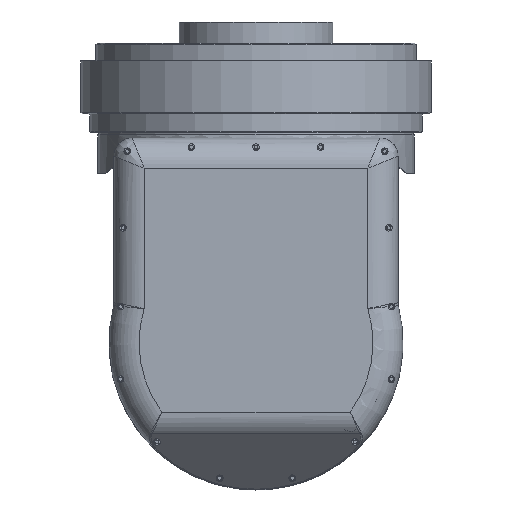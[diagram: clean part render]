
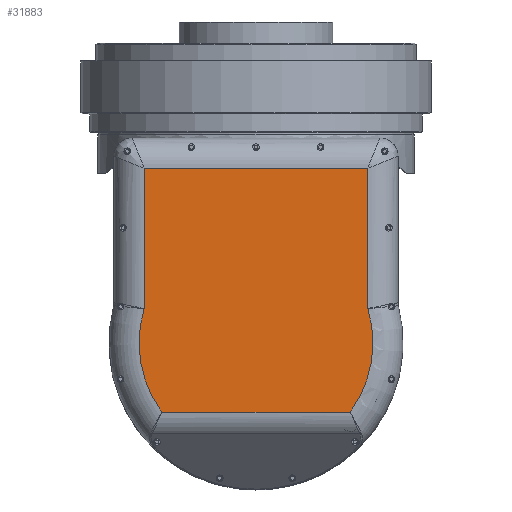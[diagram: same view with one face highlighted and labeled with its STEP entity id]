
A CAD part, front view. The second image highlights one B-rep face of the part: STEP entity #31883.
In plain terms, the highlighted planar face has unit normal (0, -1, 0).
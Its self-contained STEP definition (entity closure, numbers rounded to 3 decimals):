
#23380 = CYLINDRICAL_SURFACE('',#23381,50.);
#23381 = AXIS2_PLACEMENT_3D('',#23382,#23383,#23384);
#23382 = CARTESIAN_POINT('',(0.,-361.5,649.));
#23383 = DIRECTION('',(1.,0.,0.));
#23384 = DIRECTION('',(0.,0.,-1.));
#23796 = TOROIDAL_SURFACE('',#23797,193.5,50.);
#23797 = AXIS2_PLACEMENT_3D('',#23798,#23799,#23800);
#23798 = CARTESIAN_POINT('',(0.,-361.5,360.));
#23799 = DIRECTION('',(0.,-1.,0.));
#23800 = DIRECTION('',(0.,0.,-1.));
#23925 = TOROIDAL_SURFACE('',#23926,193.5,50.);
#23926 = AXIS2_PLACEMENT_3D('',#23927,#23928,#23929);
#23927 = CARTESIAN_POINT('',(0.,-361.5,360.));
#23928 = DIRECTION('',(0.,-1.,0.));
#23929 = DIRECTION('',(0.,0.,-1.));
#24081 = CYLINDRICAL_SURFACE('',#24082,50.);
#24082 = AXIS2_PLACEMENT_3D('',#24083,#24084,#24085);
#24083 = CARTESIAN_POINT('',(185.,-361.5,360.));
#24084 = DIRECTION('',(0.,0.,-1.));
#24085 = DIRECTION('',(-1.,0.,0.));
#24119 = CYLINDRICAL_SURFACE('',#24120,50.);
#24120 = AXIS2_PLACEMENT_3D('',#24121,#24122,#24123);
#24121 = CARTESIAN_POINT('',(-185.,-361.5,360.));
#24122 = DIRECTION('',(0.,0.,1.));
#24123 = DIRECTION('',(1.,0.,0.));
#24663 = CYLINDRICAL_SURFACE('',#24664,50.);
#24664 = AXIS2_PLACEMENT_3D('',#24665,#24666,#24667);
#24665 = CARTESIAN_POINT('',(772.104,-361.5,245.479));
#24666 = DIRECTION('',(1.,0.,0.));
#24667 = DIRECTION('',(0.,0.,-1.));
#24688 = VERTEX_POINT('',#24689);
#24689 = CARTESIAN_POINT('',(155.972,-411.5,245.479));
#24786 = EDGE_CURVE('',#24787,#24688,#24789,.T.);
#24787 = VERTEX_POINT('',#24788);
#24788 = CARTESIAN_POINT('',(-155.972,-411.5,245.479));
#24789 = SURFACE_CURVE('',#24790,(#24794,#24801),.PCURVE_S1.);
#24790 = LINE('',#24791,#24792);
#24791 = CARTESIAN_POINT('',(202.152,-411.5,245.479));
#24792 = VECTOR('',#24793,1.);
#24793 = DIRECTION('',(1.,0.,0.));
#24794 = PCURVE('',#24663,#24795);
#24795 = DEFINITIONAL_REPRESENTATION('',(#24796),#24800);
#24796 = LINE('',#24797,#24798);
#24797 = CARTESIAN_POINT('',(4.712,-569.951));
#24798 = VECTOR('',#24799,1.);
#24799 = DIRECTION('',(0.,1.));
#24800 = ( GEOMETRIC_REPRESENTATION_CONTEXT(2) 
PARAMETRIC_REPRESENTATION_CONTEXT() REPRESENTATION_CONTEXT('2D SPACE',''
  ) );
#24801 = PCURVE('',#24802,#24807);
#24802 = PLANE('',#24803);
#24803 = AXIS2_PLACEMENT_3D('',#24804,#24805,#24806);
#24804 = CARTESIAN_POINT('',(0.,-411.5,360.));
#24805 = DIRECTION('',(0.,-1.,0.));
#24806 = DIRECTION('',(0.,0.,-1.));
#24807 = DEFINITIONAL_REPRESENTATION('',(#24808),#24812);
#24808 = LINE('',#24809,#24810);
#24809 = CARTESIAN_POINT('',(114.521,202.152));
#24810 = VECTOR('',#24811,1.);
#24811 = DIRECTION('',(0.,1.));
#24812 = ( GEOMETRIC_REPRESENTATION_CONTEXT(2) 
PARAMETRIC_REPRESENTATION_CONTEXT() REPRESENTATION_CONTEXT('2D SPACE',''
  ) );
#29197 = VERTEX_POINT('',#29198);
#29198 = CARTESIAN_POINT('',(185.,-411.5,416.721));
#31883 = ADVANCED_FACE('',(#31884),#24802,.T.);
#31884 = FACE_BOUND('',#31885,.T.);
#31885 = EDGE_LOOP('',(#31886,#31908,#31931,#31954,#31977,#31999));
#31886 = ORIENTED_EDGE('',*,*,#31887,.T.);
#31887 = EDGE_CURVE('',#24688,#29197,#31888,.T.);
#31888 = SURFACE_CURVE('',#31889,(#31894,#31901),.PCURVE_S1.);
#31889 = CIRCLE('',#31890,193.5);
#31890 = AXIS2_PLACEMENT_3D('',#31891,#31892,#31893);
#31891 = CARTESIAN_POINT('',(0.,-411.5,360.));
#31892 = DIRECTION('',(0.,-1.,0.));
#31893 = DIRECTION('',(0.,0.,-1.));
#31894 = PCURVE('',#24802,#31895);
#31895 = DEFINITIONAL_REPRESENTATION('',(#31896),#31900);
#31896 = CIRCLE('',#31897,193.5);
#31897 = AXIS2_PLACEMENT_2D('',#31898,#31899);
#31898 = CARTESIAN_POINT('',(0.,0.));
#31899 = DIRECTION('',(1.,0.));
#31900 = ( GEOMETRIC_REPRESENTATION_CONTEXT(2) 
PARAMETRIC_REPRESENTATION_CONTEXT() REPRESENTATION_CONTEXT('2D SPACE',''
  ) );
#31901 = PCURVE('',#23796,#31902);
#31902 = DEFINITIONAL_REPRESENTATION('',(#31903),#31907);
#31903 = LINE('',#31904,#31905);
#31904 = CARTESIAN_POINT('',(0.,1.571));
#31905 = VECTOR('',#31906,1.);
#31906 = DIRECTION('',(1.,0.));
#31907 = ( GEOMETRIC_REPRESENTATION_CONTEXT(2) 
PARAMETRIC_REPRESENTATION_CONTEXT() REPRESENTATION_CONTEXT('2D SPACE',''
  ) );
#31908 = ORIENTED_EDGE('',*,*,#31909,.T.);
#31909 = EDGE_CURVE('',#29197,#31910,#31912,.T.);
#31910 = VERTEX_POINT('',#31911);
#31911 = CARTESIAN_POINT('',(185.,-411.5,649.));
#31912 = SURFACE_CURVE('',#31913,(#31917,#31924),.PCURVE_S1.);
#31913 = LINE('',#31914,#31915);
#31914 = CARTESIAN_POINT('',(185.,-411.5,669.));
#31915 = VECTOR('',#31916,1.);
#31916 = DIRECTION('',(0.,0.,1.));
#31917 = PCURVE('',#24802,#31918);
#31918 = DEFINITIONAL_REPRESENTATION('',(#31919),#31923);
#31919 = LINE('',#31920,#31921);
#31920 = CARTESIAN_POINT('',(-309.,185.));
#31921 = VECTOR('',#31922,1.);
#31922 = DIRECTION('',(-1.,0.));
#31923 = ( GEOMETRIC_REPRESENTATION_CONTEXT(2) 
PARAMETRIC_REPRESENTATION_CONTEXT() REPRESENTATION_CONTEXT('2D SPACE',''
  ) );
#31924 = PCURVE('',#24081,#31925);
#31925 = DEFINITIONAL_REPRESENTATION('',(#31926),#31930);
#31926 = LINE('',#31927,#31928);
#31927 = CARTESIAN_POINT('',(4.712,-309.));
#31928 = VECTOR('',#31929,1.);
#31929 = DIRECTION('',(0.,-1.));
#31930 = ( GEOMETRIC_REPRESENTATION_CONTEXT(2) 
PARAMETRIC_REPRESENTATION_CONTEXT() REPRESENTATION_CONTEXT('2D SPACE',''
  ) );
#31931 = ORIENTED_EDGE('',*,*,#31932,.T.);
#31932 = EDGE_CURVE('',#31910,#31933,#31935,.T.);
#31933 = VERTEX_POINT('',#31934);
#31934 = CARTESIAN_POINT('',(-185.,-411.5,649.));
#31935 = SURFACE_CURVE('',#31936,(#31940,#31947),.PCURVE_S1.);
#31936 = LINE('',#31937,#31938);
#31937 = CARTESIAN_POINT('',(-205.,-411.5,649.));
#31938 = VECTOR('',#31939,1.);
#31939 = DIRECTION('',(-1.,0.,0.));
#31940 = PCURVE('',#24802,#31941);
#31941 = DEFINITIONAL_REPRESENTATION('',(#31942),#31946);
#31942 = LINE('',#31943,#31944);
#31943 = CARTESIAN_POINT('',(-289.,-205.));
#31944 = VECTOR('',#31945,1.);
#31945 = DIRECTION('',(0.,-1.));
#31946 = ( GEOMETRIC_REPRESENTATION_CONTEXT(2) 
PARAMETRIC_REPRESENTATION_CONTEXT() REPRESENTATION_CONTEXT('2D SPACE',''
  ) );
#31947 = PCURVE('',#23380,#31948);
#31948 = DEFINITIONAL_REPRESENTATION('',(#31949),#31953);
#31949 = LINE('',#31950,#31951);
#31950 = CARTESIAN_POINT('',(4.712,-205.));
#31951 = VECTOR('',#31952,1.);
#31952 = DIRECTION('',(0.,-1.));
#31953 = ( GEOMETRIC_REPRESENTATION_CONTEXT(2) 
PARAMETRIC_REPRESENTATION_CONTEXT() REPRESENTATION_CONTEXT('2D SPACE',''
  ) );
#31954 = ORIENTED_EDGE('',*,*,#31955,.T.);
#31955 = EDGE_CURVE('',#31933,#31956,#31958,.T.);
#31956 = VERTEX_POINT('',#31957);
#31957 = CARTESIAN_POINT('',(-185.,-411.5,416.721));
#31958 = SURFACE_CURVE('',#31959,(#31963,#31970),.PCURVE_S1.);
#31959 = LINE('',#31960,#31961);
#31960 = CARTESIAN_POINT('',(-185.,-411.5,423.775));
#31961 = VECTOR('',#31962,1.);
#31962 = DIRECTION('',(0.,0.,-1.));
#31963 = PCURVE('',#24802,#31964);
#31964 = DEFINITIONAL_REPRESENTATION('',(#31965),#31969);
#31965 = LINE('',#31966,#31967);
#31966 = CARTESIAN_POINT('',(-63.775,-185.));
#31967 = VECTOR('',#31968,1.);
#31968 = DIRECTION('',(1.,0.));
#31969 = ( GEOMETRIC_REPRESENTATION_CONTEXT(2) 
PARAMETRIC_REPRESENTATION_CONTEXT() REPRESENTATION_CONTEXT('2D SPACE',''
  ) );
#31970 = PCURVE('',#24119,#31971);
#31971 = DEFINITIONAL_REPRESENTATION('',(#31972),#31976);
#31972 = LINE('',#31973,#31974);
#31973 = CARTESIAN_POINT('',(4.712,63.775));
#31974 = VECTOR('',#31975,1.);
#31975 = DIRECTION('',(0.,-1.));
#31976 = ( GEOMETRIC_REPRESENTATION_CONTEXT(2) 
PARAMETRIC_REPRESENTATION_CONTEXT() REPRESENTATION_CONTEXT('2D SPACE',''
  ) );
#31977 = ORIENTED_EDGE('',*,*,#31978,.T.);
#31978 = EDGE_CURVE('',#31956,#24787,#31979,.T.);
#31979 = SURFACE_CURVE('',#31980,(#31985,#31992),.PCURVE_S1.);
#31980 = CIRCLE('',#31981,193.5);
#31981 = AXIS2_PLACEMENT_3D('',#31982,#31983,#31984);
#31982 = CARTESIAN_POINT('',(0.,-411.5,360.));
#31983 = DIRECTION('',(0.,-1.,0.));
#31984 = DIRECTION('',(0.,0.,-1.));
#31985 = PCURVE('',#24802,#31986);
#31986 = DEFINITIONAL_REPRESENTATION('',(#31987),#31991);
#31987 = CIRCLE('',#31988,193.5);
#31988 = AXIS2_PLACEMENT_2D('',#31989,#31990);
#31989 = CARTESIAN_POINT('',(0.,0.));
#31990 = DIRECTION('',(1.,0.));
#31991 = ( GEOMETRIC_REPRESENTATION_CONTEXT(2) 
PARAMETRIC_REPRESENTATION_CONTEXT() REPRESENTATION_CONTEXT('2D SPACE',''
  ) );
#31992 = PCURVE('',#23925,#31993);
#31993 = DEFINITIONAL_REPRESENTATION('',(#31994),#31998);
#31994 = LINE('',#31995,#31996);
#31995 = CARTESIAN_POINT('',(0.,1.571));
#31996 = VECTOR('',#31997,1.);
#31997 = DIRECTION('',(1.,0.));
#31998 = ( GEOMETRIC_REPRESENTATION_CONTEXT(2) 
PARAMETRIC_REPRESENTATION_CONTEXT() REPRESENTATION_CONTEXT('2D SPACE',''
  ) );
#31999 = ORIENTED_EDGE('',*,*,#24786,.T.);
